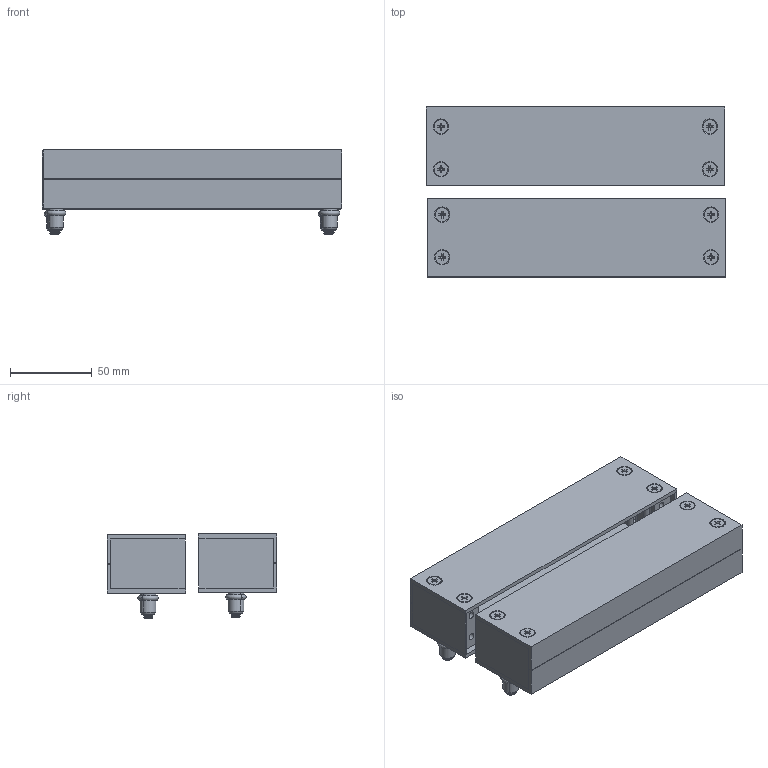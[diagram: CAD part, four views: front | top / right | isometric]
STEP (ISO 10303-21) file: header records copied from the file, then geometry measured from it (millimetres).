
FILE_DESCRIPTION (( 'STEP AP214' ), '1' );
FILE_NAME ('SH540BT.step', '2021-07-29T14:21:20', ( '' ), ( '' ), 'SwSTEP 2.0', 'SolidWorks 2020', '' );
FILE_SCHEMA (( 'AUTOMOTIVE_DESIGN' ));
Length unit declared in the file: millimetre
Products named in the file (27): FP0054-INSERT METALLIQUE M6-3; ISO 7046-1 - M4 x 6 - Z --- 6S-22; FP0054-INSERT METALLIQUE M6-2; ISO 4762 M6 x 40 --- 24S-4; Group1; ISO 7046-1 - M4 x 6 - Z --- 6S-11; ISO 7046-1 - M4 x 6 - Z --- 6S-10; ISO 7046-1 - M4 x 6 - Z --- 6S-21; ISO 7046-1 - M4 x 6 - Z --- 6S-19; ISO 7046-1 - M4 x 6 - Z --- 6S-24; ISO 7046-1 - M4 x 6 - Z --- 6S-16; ISO 4762 M6 x 40 --- 24S-3; ISO 4762 M6 x 40 --- 24S-6; ISO 7046-1 - M4 x 6 - Z --- 6S-15; ISO 7046-1 - M4 x 6 - Z --- 6S-13; Group2; ISO 7046-1 - M4 x 6 - Z --- 6S-17; ISO 7046-1 - M4 x 6 - Z --- 6S-14; FP0054-INSERT METALLIQUE M6-1; SH540BT; ISO 7046-1 - M4 x 6 - Z --- 6S-20; ISO 7046-1 - M4 x 6 - Z --- 6S-9; ISO 7046-1 - M4 x 6 - Z --- 6S-12; ISO 7046-1 - M4 x 6 - Z --- 6S-18; FP0054-INSERT METALLIQUE M6-4; ISO 4762 M6 x 40 --- 24S-5; ISO 7046-1 - M4 x 6 - Z --- 6S-23
Assembly tree (26 placements, depth 2):
  SH540BT
    Group1
    Group2
    ISO 7046-1 - M4 x 6 - Z --- 6S-24
    FP0054-INSERT METALLIQUE M6-3
    FP0054-INSERT METALLIQUE M6-4
    ISO 4762 M6 x 40 --- 24S-6
    ISO 7046-1 - M4 x 6 - Z --- 6S-23
    ISO 4762 M6 x 40 --- 24S-5
    ISO 7046-1 - M4 x 6 - Z --- 6S-14
    FP0054-INSERT METALLIQUE M6-2
    ISO 7046-1 - M4 x 6 - Z --- 6S-13
    ISO 7046-1 - M4 x 6 - Z --- 6S-10
    ISO 7046-1 - M4 x 6 - Z --- 6S-9
    ISO 7046-1 - M4 x 6 - Z --- 6S-11
    ISO 7046-1 - M4 x 6 - Z --- 6S-15
    ISO 7046-1 - M4 x 6 - Z --- 6S-12
    ISO 7046-1 - M4 x 6 - Z --- 6S-16
    ISO 4762 M6 x 40 --- 24S-3
    ISO 4762 M6 x 40 --- 24S-4
    FP0054-INSERT METALLIQUE M6-1
    ISO 7046-1 - M4 x 6 - Z --- 6S-17
    ISO 7046-1 - M4 x 6 - Z --- 6S-18
    ISO 7046-1 - M4 x 6 - Z --- 6S-19
    ISO 7046-1 - M4 x 6 - Z --- 6S-20
    ISO 7046-1 - M4 x 6 - Z --- 6S-21
    ISO 7046-1 - M4 x 6 - Z --- 6S-22
Bounding box: 182.75 x 103.66 x 51.33 mm (x, y, z)
Volume: 180811.6 mm3; surface area: 122076.4 mm2
Topology: 26 solids, 26 shells, 1672 faces, 4332 edges, 2664 vertices
Faces by surface type: cone 720, cylinder 484, plane 428, torus 40
Entity records: 53478 total; most frequent: DIRECTION 9702, CARTESIAN_POINT 9625, ORIENTED_EDGE 8568, EDGE_CURVE 4284, AXIS2_PLACEMENT_3D 3861, VERTEX_POINT 2664, CIRCLE 2160, VECTOR 1980
